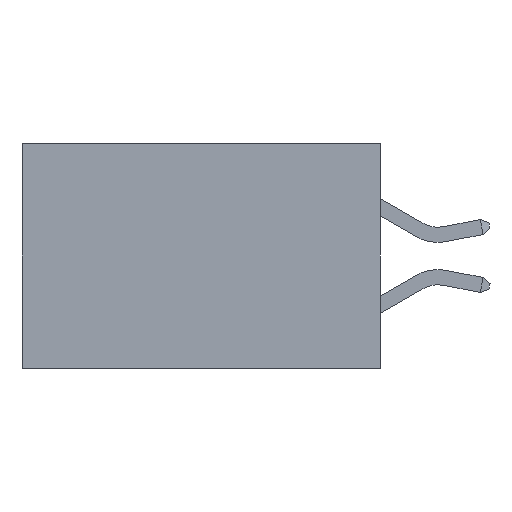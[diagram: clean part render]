
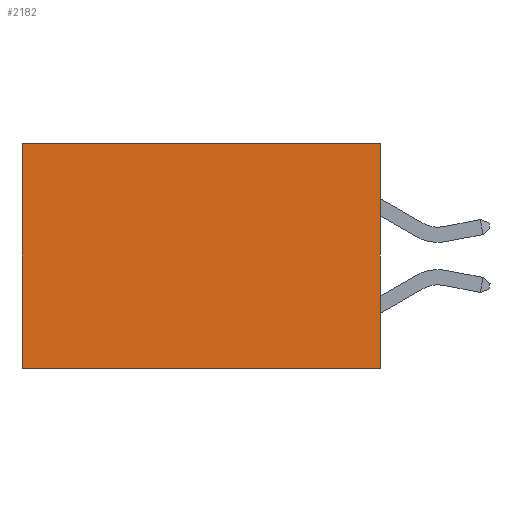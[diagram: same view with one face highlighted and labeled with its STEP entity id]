
A CAD part, left-side view. The second image highlights one B-rep face of the part: STEP entity #2182.
In plain terms, the highlighted planar face has unit normal (-1, 0, 0).
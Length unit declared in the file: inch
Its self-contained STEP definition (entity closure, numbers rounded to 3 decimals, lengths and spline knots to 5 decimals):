
#195 = ORIENTED_EDGE ( 'NONE', *, *, #6744, .T. ) ;
#318 = CARTESIAN_POINT ( 'NONE',  ( 0.277, 0., 0. ) ) ;
#342 = CARTESIAN_POINT ( 'NONE',  ( 0.277, 0., -0.37 ) ) ;
#444 = ORIENTED_EDGE ( 'NONE', *, *, #6297, .T. ) ;
#1078 = VERTEX_POINT ( 'NONE', #3401 ) ;
#2182 = ADVANCED_FACE ( 'NONE', ( #5913 ), #9804, .F. ) ;
#2734 = AXIS2_PLACEMENT_3D ( 'NONE', #8152, #7555, #4203 ) ;
#2979 = EDGE_LOOP ( 'NONE', ( #195, #4684, #8977, #444 ) ) ;
#3346 = LINE ( 'NONE', #8579, #5259 ) ;
#3401 = CARTESIAN_POINT ( 'NONE',  ( 0.277, 0.59, -0.37 ) ) ;
#3717 = LINE ( 'NONE', #342, #10211 ) ;
#3815 = DIRECTION ( 'NONE',  ( 0., 1., 0. ) ) ;
#3883 = EDGE_CURVE ( 'NONE', #5191, #1078, #3346, .T. ) ;
#4006 = EDGE_CURVE ( 'NONE', #7756, #5191, #3717, .T. ) ;
#4203 = DIRECTION ( 'NONE',  ( 0., 0., -1. ) ) ;
#4684 = ORIENTED_EDGE ( 'NONE', *, *, #3883, .F. ) ;
#4942 = VERTEX_POINT ( 'NONE', #4993 ) ;
#4993 = CARTESIAN_POINT ( 'NONE',  ( 0.277, 0.59, 0. ) ) ;
#5191 = VERTEX_POINT ( 'NONE', #7991 ) ;
#5259 = VECTOR ( 'NONE', #3815, 39.37008 ) ;
#5594 = VECTOR ( 'NONE', #9289, 39.37008 ) ;
#5913 = FACE_OUTER_BOUND ( 'NONE', #2979, .T. ) ;
#6297 = EDGE_CURVE ( 'NONE', #7756, #4942, #7780, .T. ) ;
#6744 = EDGE_CURVE ( 'NONE', #4942, #1078, #9531, .T. ) ;
#6842 = DIRECTION ( 'NONE',  ( 0., 0., -1. ) ) ;
#7251 = VECTOR ( 'NONE', #10217, 39.37008 ) ;
#7555 = DIRECTION ( 'NONE',  ( 1., 0., 0. ) ) ;
#7756 = VERTEX_POINT ( 'NONE', #318 ) ;
#7780 = LINE ( 'NONE', #9268, #5594 ) ;
#7991 = CARTESIAN_POINT ( 'NONE',  ( 0.277, 0., -0.37 ) ) ;
#8152 = CARTESIAN_POINT ( 'NONE',  ( 0.277, 0., -0.37 ) ) ;
#8579 = CARTESIAN_POINT ( 'NONE',  ( 0.277, 0., -0.37 ) ) ;
#8977 = ORIENTED_EDGE ( 'NONE', *, *, #4006, .F. ) ;
#9268 = CARTESIAN_POINT ( 'NONE',  ( 0.277, 0., 0. ) ) ;
#9289 = DIRECTION ( 'NONE',  ( 0., 1., 0. ) ) ;
#9531 = LINE ( 'NONE', #10339, #7251 ) ;
#9804 = PLANE ( 'NONE',  #2734 ) ;
#10211 = VECTOR ( 'NONE', #6842, 39.37008 ) ;
#10217 = DIRECTION ( 'NONE',  ( 0., 0., -1. ) ) ;
#10339 = CARTESIAN_POINT ( 'NONE',  ( 0.277, 0.59, -0.37 ) ) ;
